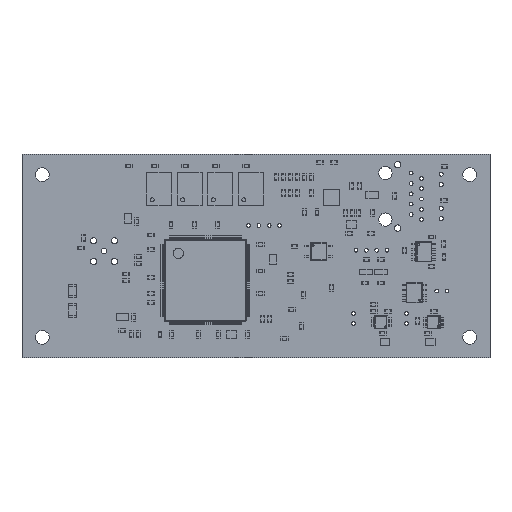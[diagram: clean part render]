
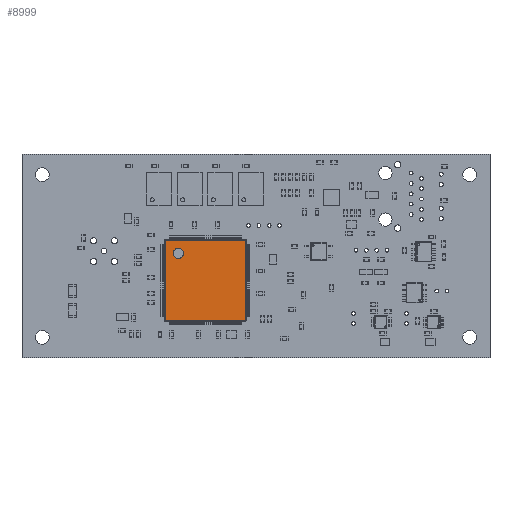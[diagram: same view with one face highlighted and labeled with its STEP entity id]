
A CAD part, top view. The second image highlights one B-rep face of the part: STEP entity #8999.
In plain terms, the highlighted planar face has unit normal (0, 0, 1).
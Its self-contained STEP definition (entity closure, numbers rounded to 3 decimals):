
#8823 = VERTEX_POINT('',#8824);
#8824 = CARTESIAN_POINT('',(0.161,0.161,1.6));
#8831 = EDGE_CURVE('',#8823,#8832,#8834,.T.);
#8832 = VERTEX_POINT('',#8833);
#8833 = CARTESIAN_POINT('',(0.161,19.839,1.6));
#8834 = LINE('',#8835,#8836);
#8835 = CARTESIAN_POINT('',(0.161,0.071,1.6));
#8836 = VECTOR('',#8837,1.);
#8837 = DIRECTION('',(0.,1.,0.));
#8874 = VERTEX_POINT('',#8875);
#8875 = CARTESIAN_POINT('',(19.839,0.161,1.6));
#8882 = EDGE_CURVE('',#8823,#8874,#8883,.T.);
#8883 = LINE('',#8884,#8885);
#8884 = CARTESIAN_POINT('',(0.071,0.161,1.6));
#8885 = VECTOR('',#8886,1.);
#8886 = DIRECTION('',(1.,0.,0.));
#8928 = EDGE_CURVE('',#8832,#8929,#8931,.T.);
#8929 = VERTEX_POINT('',#8930);
#8930 = CARTESIAN_POINT('',(19.839,19.839,1.6));
#8931 = LINE('',#8932,#8933);
#8932 = CARTESIAN_POINT('',(0.071,19.839,1.6));
#8933 = VECTOR('',#8934,1.);
#8934 = DIRECTION('',(1.,0.,0.));
#8959 = EDGE_CURVE('',#8874,#8929,#8960,.T.);
#8960 = LINE('',#8961,#8962);
#8961 = CARTESIAN_POINT('',(19.839,0.071,1.6));
#8962 = VECTOR('',#8963,1.);
#8963 = DIRECTION('',(0.,1.,0.));
#8999 = ADVANCED_FACE('',(#9000,#9006),#9017,.T.);
#9000 = FACE_BOUND('',#9001,.T.);
#9001 = EDGE_LOOP('',(#9002,#9003,#9004,#9005));
#9002 = ORIENTED_EDGE('',*,*,#8831,.F.);
#9003 = ORIENTED_EDGE('',*,*,#8882,.T.);
#9004 = ORIENTED_EDGE('',*,*,#8959,.T.);
#9005 = ORIENTED_EDGE('',*,*,#8928,.F.);
#9006 = FACE_BOUND('',#9007,.T.);
#9007 = EDGE_LOOP('',(#9008));
#9008 = ORIENTED_EDGE('',*,*,#9009,.F.);
#9009 = EDGE_CURVE('',#9010,#9010,#9012,.T.);
#9010 = VERTEX_POINT('',#9011);
#9011 = CARTESIAN_POINT('',(4.583,16.667,1.6));
#9012 = CIRCLE('',#9013,1.25);
#9013 = AXIS2_PLACEMENT_3D('',#9014,#9015,#9016);
#9014 = CARTESIAN_POINT('',(3.333,16.667,1.6));
#9015 = DIRECTION('',(0.,0.,1.));
#9016 = DIRECTION('',(1.,0.,0.));
#9017 = PLANE('',#9018);
#9018 = AXIS2_PLACEMENT_3D('',#9019,#9020,#9021);
#9019 = CARTESIAN_POINT('',(0.,0.,1.6));
#9020 = DIRECTION('',(0.,0.,1.));
#9021 = DIRECTION('',(1.,0.,0.));
